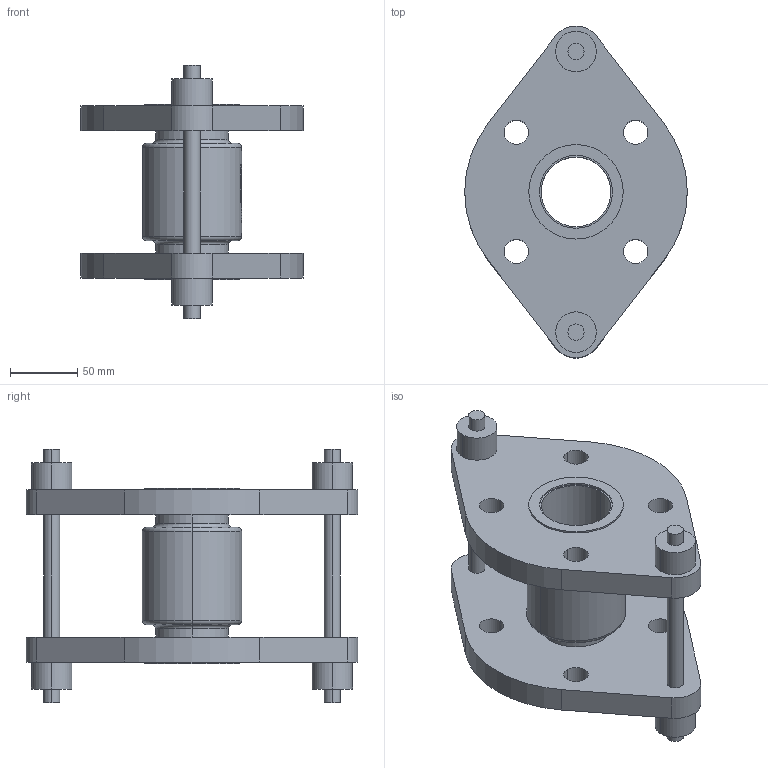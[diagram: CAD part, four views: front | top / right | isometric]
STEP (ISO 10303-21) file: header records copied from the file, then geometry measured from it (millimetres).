
FILE_DESCRIPTION (( 'STEP AP214' ), '1' );
FILE_NAME ('EPSILON-C_DN050_PN16_300_6000013628.STEP', '2021-10-18T08:21:08', ( 'axxx' ), ( 'Hewlett-Packard Company' ), 'SwSTEP 2.0', 'SolidWorks 2019', '' );
FILE_SCHEMA (( 'AUTOMOTIVE_DESIGN' ));
Length unit declared in the file: millimetre
Products named in the file (1): EPSILON-C_DN050_PN16_300_6000013628
Bounding box: 165 x 245.87 x 188 mm (x, y, z)
Volume: 1102454.4 mm3; surface area: 184215.5 mm2
Topology: 1 solids, 1 shells, 597 faces, 1591 edges, 1058 vertices
Faces by surface type: bspline 255, plane 238, cylinder 96, torus 8
Entity records: 32320 total; most frequent: CARTESIAN_POINT 19080, ORIENTED_EDGE 3182, DIRECTION 1920, EDGE_CURVE 1591, VERTEX_POINT 1058, LINE 786, VECTOR 786, EDGE_LOOP 681
